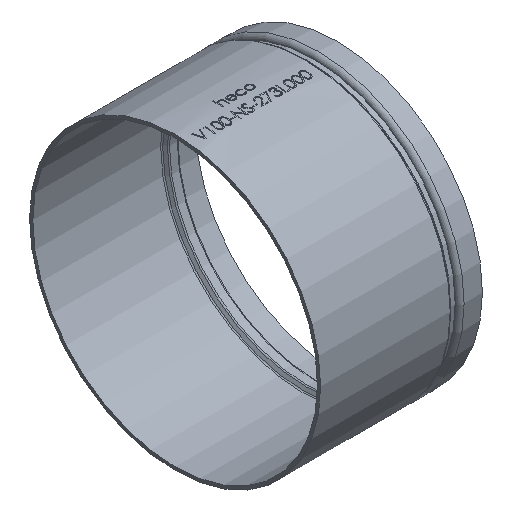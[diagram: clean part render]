
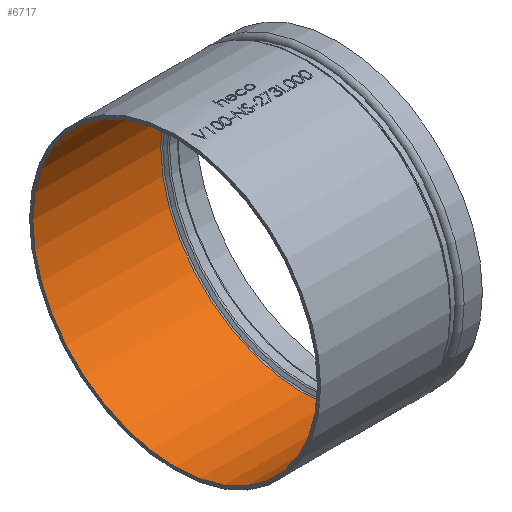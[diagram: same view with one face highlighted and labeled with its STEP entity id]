
A CAD part, isometric view. The second image highlights one B-rep face of the part: STEP entity #6717.
In plain terms, the highlighted cylindrical face has radius 133.528 mm (diameter 267.056 mm), a full revolution.
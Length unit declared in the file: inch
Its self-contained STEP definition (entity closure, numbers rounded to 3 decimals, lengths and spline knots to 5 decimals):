
#280 = AXIS2_PLACEMENT_3D ( 'NONE', #15160, #16492, #8524 ) ;
#358 = ORIENTED_EDGE ( 'NONE', *, *, #16637, .F. ) ;
#1474 = AXIS2_PLACEMENT_3D ( 'NONE', #6339, #14239, #7606 ) ;
#1506 = ORIENTED_EDGE ( 'NONE', *, *, #3027, .F. ) ;
#1959 = AXIS2_PLACEMENT_3D ( 'NONE', #8342, #14979, #4415 ) ;
#3027 = EDGE_CURVE ( 'NONE', #14889, #14889, #7208, .T. ) ;
#4415 = DIRECTION ( 'NONE',  ( 0., -1., 0. ) ) ;
#6174 = VERTEX_POINT ( 'NONE', #11804 ) ;
#6332 = EDGE_LOOP ( 'NONE', ( #1506 ) ) ;
#6339 = CARTESIAN_POINT ( 'NONE',  ( 2.37752, 0., 0. ) ) ;
#6717 = ADVANCED_FACE ( 'NONE', ( #15909, #16117 ), #15498, .F. ) ;
#7208 = CIRCLE ( 'NONE', #1959, 5.257 ) ;
#7606 = DIRECTION ( 'NONE',  ( 0., 1., 0. ) ) ;
#8342 = CARTESIAN_POINT ( 'NONE',  ( 4.72381, 0., 0. ) ) ;
#8524 = DIRECTION ( 'NONE',  ( 0., 0., -1. ) ) ;
#10193 = EDGE_LOOP ( 'NONE', ( #358 ) ) ;
#10471 = CARTESIAN_POINT ( 'NONE',  ( 4.72381, -5.257, 0. ) ) ;
#11804 = CARTESIAN_POINT ( 'NONE',  ( 0., 0., -5.257 ) ) ;
#14239 = DIRECTION ( 'NONE',  ( 1., 0., 0. ) ) ;
#14464 = CIRCLE ( 'NONE', #280, 5.257 ) ;
#14889 = VERTEX_POINT ( 'NONE', #10471 ) ;
#14979 = DIRECTION ( 'NONE',  ( -1., 0., 0. ) ) ;
#15160 = CARTESIAN_POINT ( 'NONE',  ( 0., 0., 0. ) ) ;
#15498 = CYLINDRICAL_SURFACE ( 'NONE', #1474, 5.257 ) ;
#15909 = FACE_OUTER_BOUND ( 'NONE', #10193, .T. ) ;
#16117 = FACE_OUTER_BOUND ( 'NONE', #6332, .T. ) ;
#16492 = DIRECTION ( 'NONE',  ( 1., 0., 0. ) ) ;
#16637 = EDGE_CURVE ( 'NONE', #6174, #6174, #14464, .T. ) ;
